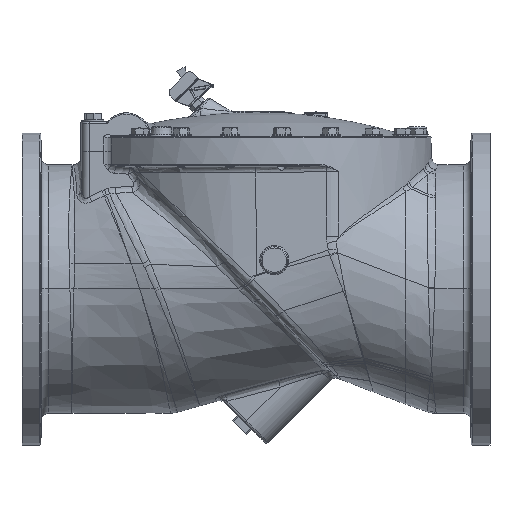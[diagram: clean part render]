
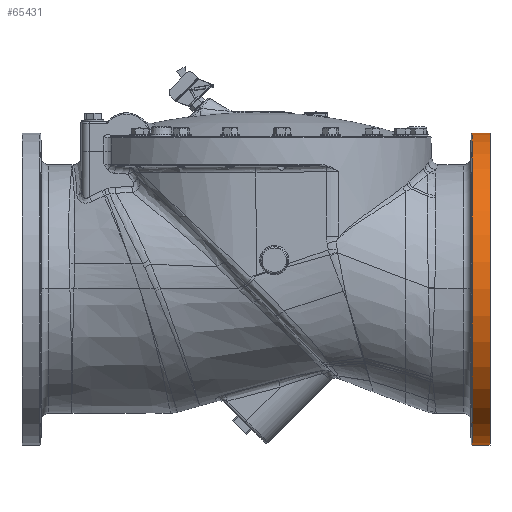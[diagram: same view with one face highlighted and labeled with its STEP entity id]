
A CAD part, top view. The second image highlights one B-rep face of the part: STEP entity #65431.
In plain terms, the highlighted cylindrical face has radius 406.4 mm (diameter 812.8 mm), a partial arc.
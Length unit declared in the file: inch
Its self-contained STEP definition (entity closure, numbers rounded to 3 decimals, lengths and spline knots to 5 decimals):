
#22375=CARTESIAN_POINT('',(24.,0.,0.));
#22376=DIRECTION('',(1.,0.,0.));
#22377=DIRECTION('',(0.,1.,0.));
#22378=AXIS2_PLACEMENT_3D('',#22375,#22376,#22377);
#22380=CARTESIAN_POINT('',(22.18534,0.,0.));
#22381=DIRECTION('',(-1.,0.,0.));
#22382=DIRECTION('',(0.,-1.,0.));
#22383=AXIS2_PLACEMENT_3D('',#22380,#22381,#22382);
#22390=DIRECTION('',(-1.,0.,0.));
#22391=VECTOR('',#22390,1.81466);
#22392=CARTESIAN_POINT('',(24.,16.,0.));
#22393=LINE('',#22392,#22391);
#22399=DIRECTION('',(-1.,0.,0.));
#22400=VECTOR('',#22399,1.81466);
#22401=CARTESIAN_POINT('',(24.,-16.,0.));
#22402=LINE('',#22401,#22400);
#44336=CARTESIAN_POINT('',(22.18534,16.,0.));
#44337=CARTESIAN_POINT('',(22.18534,-16.,0.));
#44338=VERTEX_POINT('',#44336);
#44339=VERTEX_POINT('',#44337);
#44344=CARTESIAN_POINT('',(24.,16.,0.));
#44345=CARTESIAN_POINT('',(24.,-16.,0.));
#44346=VERTEX_POINT('',#44344);
#44347=VERTEX_POINT('',#44345);
#65418=CARTESIAN_POINT('',(-26.8125,0.,0.));
#65419=DIRECTION('',(1.,0.,0.));
#65420=DIRECTION('',(0.,-1.,0.));
#65421=AXIS2_PLACEMENT_3D('',#65418,#65419,#65420);
#65422=CYLINDRICAL_SURFACE('',#65421,16.);
#65423=ORIENTED_EDGE('',*,*,#65280,.T.);
#65425=ORIENTED_EDGE('',*,*,#65424,.T.);
#65426=ORIENTED_EDGE('',*,*,#65167,.T.);
#65428=ORIENTED_EDGE('',*,*,#65427,.F.);
#65429=EDGE_LOOP('',(#65423,#65425,#65426,#65428));
#65430=FACE_OUTER_BOUND('',#65429,.F.);
#22379=CIRCLE('',#22378,16.);
#22384=CIRCLE('',#22383,16.);
#65167=EDGE_CURVE('',#44339,#44338,#22384,.T.);
#65280=EDGE_CURVE('',#44346,#44347,#22379,.T.);
#65424=EDGE_CURVE('',#44347,#44339,#22402,.T.);
#65427=EDGE_CURVE('',#44346,#44338,#22393,.T.);
#65431=ADVANCED_FACE('',(#65430),#65422,.T.);
